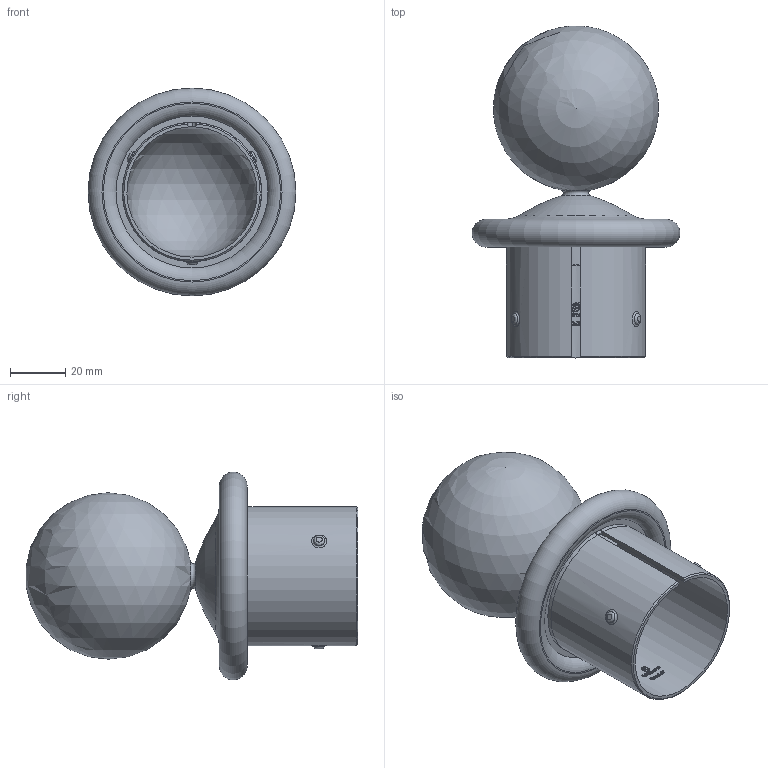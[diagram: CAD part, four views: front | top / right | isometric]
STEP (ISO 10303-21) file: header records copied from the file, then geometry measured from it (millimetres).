
FILE_DESCRIPTION (( 'STEP AP203' ), '1' );
FILE_NAME ('50263-ST.step', '2021-10-04T09:44:46', ( '' ), ( '' ), 'SwSTEP 2.0', 'SolidWorks 2018', '' );
FILE_SCHEMA (( 'CONFIG_CONTROL_DESIGN' ));
Length unit declared in the file: millimetre
Products named in the file (2): 50263-ST
Bounding box: 74.98 x 119.77 x 74.98 mm (x, y, z)
Volume: 153637.3 mm3; surface area: 35160.1 mm2
Topology: 1 solids, 1 shells, 289 faces, 777 edges, 515 vertices
Faces by surface type: bspline 135, plane 117, cylinder 28, torus 6, sphere 2, cone 1
Entity records: 15298 total; most frequent: CARTESIAN_POINT 8901, ORIENTED_EDGE 1510, DIRECTION 886, EDGE_CURVE 755, VERTEX_POINT 508, VECTOR 350, LINE 350, EDGE_LOOP 329
